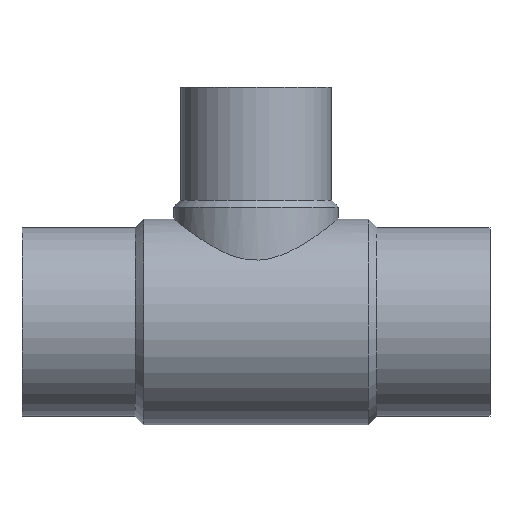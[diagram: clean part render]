
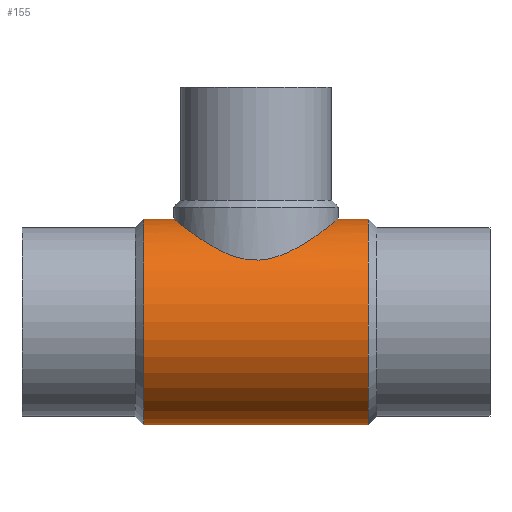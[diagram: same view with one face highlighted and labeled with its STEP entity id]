
A CAD part, top view. The second image highlights one B-rep face of the part: STEP entity #155.
In plain terms, the highlighted cylindrical face has radius 122.75 mm (diameter 245.5 mm), a partial arc.
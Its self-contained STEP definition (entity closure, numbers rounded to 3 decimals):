
#135 = EDGE_CURVE( '', #295, #157, #361, .T. );
#145 = VERTEX_POINT( '', #371 );
#155 = ADVANCED_FACE( '', ( #381 ), #382, .T. );
#157 = VERTEX_POINT( '', #384 );
#181 = EDGE_CURVE( '', #227, #157, #411, .T. );
#199 = VERTEX_POINT( '', #429 );
#205 = EDGE_CURVE( '', #199, #295, #436, .T. );
#227 = VERTEX_POINT( '', #463 );
#241 = EDGE_CURVE( '', #227, #145, #478, .T. );
#257 = VERTEX_POINT( '', #498 );
#261 = EDGE_CURVE( '', #257, #199, #502, .T. );
#281 = EDGE_CURVE( '', #145, #257, #524, .T. );
#295 = VERTEX_POINT( '', #542 );
#361 = LINE( '', #606, #607 );
#371 = CARTESIAN_POINT( '', ( -145.25, -122.75, 0. ) );
#381 = FACE_OUTER_BOUND( '', #633, .T. );
#382 = CYLINDRICAL_SURFACE( '', #634, 122.75 );
#384 = CARTESIAN_POINT( '', ( -412.75, 122.75, 0. ) );
#411 = CIRCLE( '', #672, 122.75 );
#429 = CARTESIAN_POINT( '', ( -180.8, 122.75, 0. ) );
#436 = B_SPLINE_CURVE_WITH_KNOTS( '', 3, ( #744, #745, #746, #747, #748, #749, #750, #751, #752, #753, #754, #755, #756, #757, #758, #759, #760, #761, #762, #763, #764, #765, #766, #767, #768, #769, #770, #771, #772, #773, #774, #775, #776, #777, #778, #779, #780, #781, #782, #783, #784, #785, #786, #787, #788, #789, #790, #791, #792, #793, #794, #795, #796, #797, #798, #799, #800, #801, #802, #803, #804, #805, #806, #807, #808, #809 ), .UNSPECIFIED., .F., .F., ( 4, 2, 2, 2, 2, 2, 2, 2, 2, 2, 2, 2, 2, 2, 2, 2, 2, 2, 2, 2, 2, 2, 2, 2, 2, 2, 2, 2, 2, 2, 2, 2, 4 ), ( 158.6, 168.356, 178.112, 187.868, 197.624, 207.38, 217.136, 226.892, 236.648, 246.717, 256.786, 266.855, 276.924, 286.993, 297.062, 307.132, 317.201, 327.27, 337.339, 347.408, 357.477, 367.546, 377.615, 387.684, 397.753, 407.509, 417.265, 427.021, 436.777, 446.533, 456.289, 466.045, 475.801 ), .UNSPECIFIED. );
#463 = CARTESIAN_POINT( '', ( -412.75, -122.75, 0. ) );
#478 = LINE( '', #927, #928 );
#498 = CARTESIAN_POINT( '', ( -145.25, 122.75, 0. ) );
#502 = LINE( '', #990, #991 );
#524 = CIRCLE( '', #1084, 122.75 );
#542 = CARTESIAN_POINT( '', ( -377.2, 122.75, 0. ) );
#606 = CARTESIAN_POINT( '', ( -279., 122.75, 0. ) );
#607 = VECTOR( '', #1171, 1. );
#633 = EDGE_LOOP( '', ( #1181, #1182, #1183, #1184, #1185, #1186 ) );
#634 = AXIS2_PLACEMENT_3D( '', #1187, #1188, #1189 );
#672 = AXIS2_PLACEMENT_3D( '', #1223, #1224, #1225 );
#744 = CARTESIAN_POINT( '', ( -180.8, 122.75, 0. ) );
#745 = CARTESIAN_POINT( '', ( -180.8, 122.75, 3.252 ) );
#746 = CARTESIAN_POINT( '', ( -180.962, 122.62, 6.535 ) );
#747 = CARTESIAN_POINT( '', ( -181.622, 122.093, 13.099 ) );
#748 = CARTESIAN_POINT( '', ( -182.119, 121.697, 16.38 ) );
#749 = CARTESIAN_POINT( '', ( -183.444, 120.645, 22.875 ) );
#750 = CARTESIAN_POINT( '', ( -184.272, 119.989, 26.091 ) );
#751 = CARTESIAN_POINT( '', ( -186.24, 118.441, 32.401 ) );
#752 = CARTESIAN_POINT( '', ( -187.381, 117.549, 35.495 ) );
#753 = CARTESIAN_POINT( '', ( -189.945, 115.561, 41.511 ) );
#754 = CARTESIAN_POINT( '', ( -191.37, 114.465, 44.436 ) );
#755 = CARTESIAN_POINT( '', ( -194.468, 112.111, 50.08 ) );
#756 = CARTESIAN_POINT( '', ( -196.142, 110.853, 52.798 ) );
#757 = CARTESIAN_POINT( '', ( -199.691, 108.226, 57.993 ) );
#758 = CARTESIAN_POINT( '', ( -201.567, 106.857, 60.47 ) );
#759 = CARTESIAN_POINT( '', ( -205.468, 104.064, 65.158 ) );
#760 = CARTESIAN_POINT( '', ( -207.493, 102.642, 67.369 ) );
#761 = CARTESIAN_POINT( '', ( -211.697, 99.757, 71.573 ) );
#762 = CARTESIAN_POINT( '', ( -213.962, 98.239, 73.64 ) );
#763 = CARTESIAN_POINT( '', ( -218.725, 95.153, 77.587 ) );
#764 = CARTESIAN_POINT( '', ( -221.223, 93.585, 79.467 ) );
#765 = CARTESIAN_POINT( '', ( -226.427, 90.465, 83.001 ) );
#766 = CARTESIAN_POINT( '', ( -229.133, 88.913, 84.656 ) );
#767 = CARTESIAN_POINT( '', ( -234.723, 85.902, 87.71 ) );
#768 = CARTESIAN_POINT( '', ( -237.609, 84.443, 89.109 ) );
#769 = CARTESIAN_POINT( '', ( -243.534, 81.702, 91.628 ) );
#770 = CARTESIAN_POINT( '', ( -246.575, 80.42, 92.749 ) );
#771 = CARTESIAN_POINT( '', ( -252.789, 78.122, 94.693 ) );
#772 = CARTESIAN_POINT( '', ( -255.961, 77.107, 95.516 ) );
#773 = CARTESIAN_POINT( '', ( -262.407, 75.432, 96.844 ) );
#774 = CARTESIAN_POINT( '', ( -265.683, 74.772, 97.35 ) );
#775 = CARTESIAN_POINT( '', ( -272.301, 73.881, 98.028 ) );
#776 = CARTESIAN_POINT( '', ( -275.644, 73.65, 98.2 ) );
#777 = CARTESIAN_POINT( '', ( -282.356, 73.65, 98.2 ) );
#778 = CARTESIAN_POINT( '', ( -285.699, 73.881, 98.028 ) );
#779 = CARTESIAN_POINT( '', ( -292.317, 74.772, 97.35 ) );
#780 = CARTESIAN_POINT( '', ( -295.593, 75.432, 96.844 ) );
#781 = CARTESIAN_POINT( '', ( -302.039, 77.107, 95.516 ) );
#782 = CARTESIAN_POINT( '', ( -305.211, 78.122, 94.693 ) );
#783 = CARTESIAN_POINT( '', ( -311.425, 80.42, 92.749 ) );
#784 = CARTESIAN_POINT( '', ( -314.466, 81.702, 91.628 ) );
#785 = CARTESIAN_POINT( '', ( -320.391, 84.443, 89.109 ) );
#786 = CARTESIAN_POINT( '', ( -323.277, 85.902, 87.71 ) );
#787 = CARTESIAN_POINT( '', ( -328.867, 88.913, 84.656 ) );
#788 = CARTESIAN_POINT( '', ( -331.573, 90.465, 83.001 ) );
#789 = CARTESIAN_POINT( '', ( -336.777, 93.585, 79.467 ) );
#790 = CARTESIAN_POINT( '', ( -339.275, 95.153, 77.587 ) );
#791 = CARTESIAN_POINT( '', ( -344.038, 98.239, 73.64 ) );
#792 = CARTESIAN_POINT( '', ( -346.303, 99.757, 71.573 ) );
#793 = CARTESIAN_POINT( '', ( -350.507, 102.642, 67.369 ) );
#794 = CARTESIAN_POINT( '', ( -352.532, 104.064, 65.158 ) );
#795 = CARTESIAN_POINT( '', ( -356.433, 106.857, 60.47 ) );
#796 = CARTESIAN_POINT( '', ( -358.309, 108.226, 57.993 ) );
#797 = CARTESIAN_POINT( '', ( -361.858, 110.853, 52.798 ) );
#798 = CARTESIAN_POINT( '', ( -363.532, 112.111, 50.08 ) );
#799 = CARTESIAN_POINT( '', ( -366.63, 114.465, 44.436 ) );
#800 = CARTESIAN_POINT( '', ( -368.055, 115.561, 41.511 ) );
#801 = CARTESIAN_POINT( '', ( -370.619, 117.549, 35.495 ) );
#802 = CARTESIAN_POINT( '', ( -371.76, 118.441, 32.401 ) );
#803 = CARTESIAN_POINT( '', ( -373.728, 119.989, 26.091 ) );
#804 = CARTESIAN_POINT( '', ( -374.556, 120.645, 22.875 ) );
#805 = CARTESIAN_POINT( '', ( -375.881, 121.697, 16.38 ) );
#806 = CARTESIAN_POINT( '', ( -376.378, 122.093, 13.099 ) );
#807 = CARTESIAN_POINT( '', ( -377.038, 122.62, 6.535 ) );
#808 = CARTESIAN_POINT( '', ( -377.2, 122.75, 3.252 ) );
#809 = CARTESIAN_POINT( '', ( -377.2, 122.75, 0. ) );
#927 = CARTESIAN_POINT( '', ( -279., -122.75, 0. ) );
#928 = VECTOR( '', #1302, 1. );
#990 = CARTESIAN_POINT( '', ( -279., 122.75, 0. ) );
#991 = VECTOR( '', #1343, 1. );
#1084 = AXIS2_PLACEMENT_3D( '', #1358, #1359, #1360 );
#1171 = DIRECTION( '', ( -1., 0., 0. ) );
#1181 = ORIENTED_EDGE( '', *, *, #261, .T. );
#1182 = ORIENTED_EDGE( '', *, *, #205, .T. );
#1183 = ORIENTED_EDGE( '', *, *, #135, .T. );
#1184 = ORIENTED_EDGE( '', *, *, #181, .F. );
#1185 = ORIENTED_EDGE( '', *, *, #241, .T. );
#1186 = ORIENTED_EDGE( '', *, *, #281, .T. );
#1187 = CARTESIAN_POINT( '', ( -279., 0., 0. ) );
#1188 = DIRECTION( '', ( 1., 0., 0. ) );
#1189 = DIRECTION( '', ( 0., 1., 0. ) );
#1223 = CARTESIAN_POINT( '', ( -412.75, 0., 0. ) );
#1224 = DIRECTION( '', ( -1., 0., 0. ) );
#1225 = DIRECTION( '', ( 0., 1., 0. ) );
#1302 = DIRECTION( '', ( 1., 0., 0. ) );
#1343 = DIRECTION( '', ( -1., 0., 0. ) );
#1358 = CARTESIAN_POINT( '', ( -145.25, 0., 0. ) );
#1359 = DIRECTION( '', ( -1., 0., 0. ) );
#1360 = DIRECTION( '', ( 0., 1., 0. ) );
